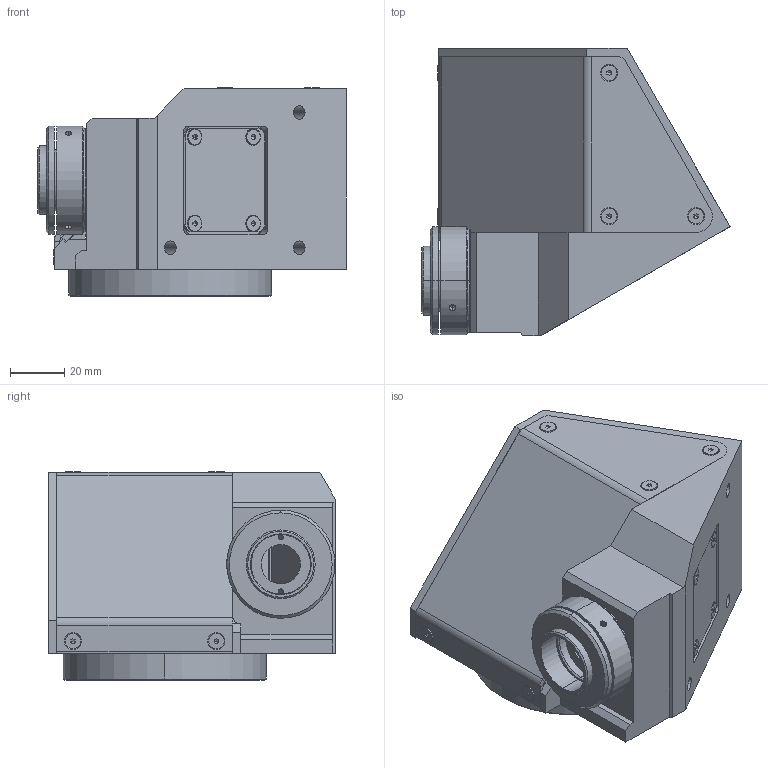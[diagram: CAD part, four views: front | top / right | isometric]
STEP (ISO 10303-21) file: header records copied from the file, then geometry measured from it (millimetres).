
FILE_DESCRIPTION (( 'STEP AP203' ), '1' );
FILE_NAME ('DP23968_TCCR12048.step', '2021-10-14T10:05:09', ( '' ), ( '' ), 'SwSTEP 2.0', 'SolidWorks 2021', '' );
FILE_SCHEMA (( 'CONFIG_CONTROL_DESIGN' ));
Length unit declared in the file: millimetre
Products named in the file (1): DP23968_TCCR12048
Bounding box: 113.9 x 106 x 77.19 mm (x, y, z)
Surface area: 57283.9 mm2 (no closed solid volume)
Topology: 0 solids, 40 shells, 285 faces, 987 edges, 711 vertices
Faces by surface type: plane 117, cylinder 100, cone 66, sphere 2
Entity records: 10833 total; most frequent: CARTESIAN_POINT 2228, DIRECTION 1880, ORIENTED_EDGE 1461, EDGE_CURVE 961, VERTEX_POINT 711, AXIS2_PLACEMENT_3D 655, LINE 570, VECTOR 570
